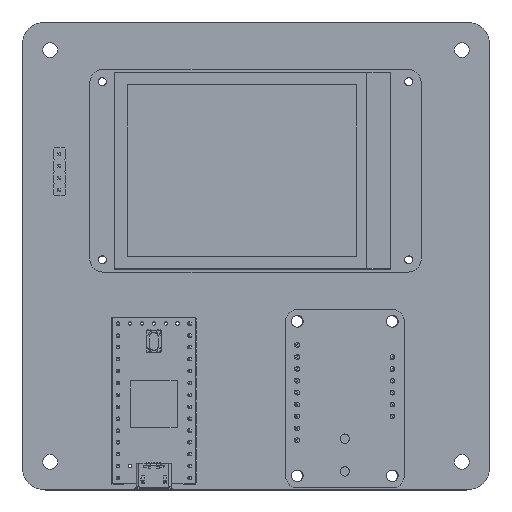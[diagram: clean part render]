
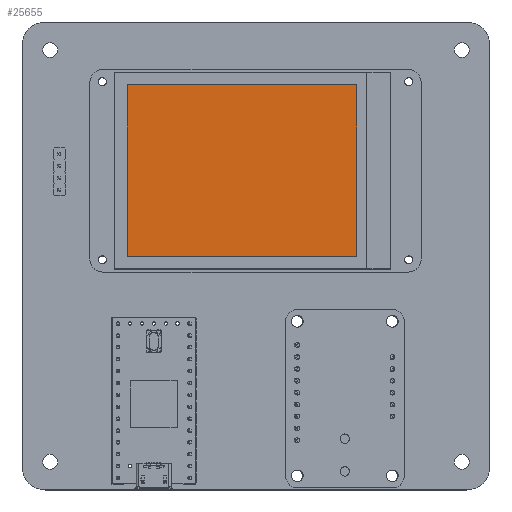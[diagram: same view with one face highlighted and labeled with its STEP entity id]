
A CAD part, top view. The second image highlights one B-rep face of the part: STEP entity #25655.
In plain terms, the highlighted planar face has unit normal (0, 0, 1).
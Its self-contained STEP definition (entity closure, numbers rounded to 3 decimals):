
#25367 = VERTEX_POINT('',#25368);
#25368 = CARTESIAN_POINT('',(-21.6,18.36,3.68));
#25374 = EDGE_CURVE('',#25367,#25375,#25377,.T.);
#25375 = VERTEX_POINT('',#25376);
#25376 = CARTESIAN_POINT('',(-21.6,-18.36,3.68));
#25377 = LINE('',#25378,#25379);
#25378 = CARTESIAN_POINT('',(-21.6,18.36,3.68));
#25379 = VECTOR('',#25380,1.);
#25380 = DIRECTION('',(0.,-1.,0.));
#25637 = EDGE_CURVE('',#25375,#25638,#25640,.T.);
#25638 = VERTEX_POINT('',#25639);
#25639 = CARTESIAN_POINT('',(27.36,-18.36,3.68));
#25640 = LINE('',#25641,#25642);
#25641 = CARTESIAN_POINT('',(-21.6,-18.36,3.68));
#25642 = VECTOR('',#25643,1.);
#25643 = DIRECTION('',(1.,0.,0.));
#25655 = ADVANCED_FACE('',(#25656),#25674,.T.);
#25656 = FACE_BOUND('',#25657,.F.);
#25657 = EDGE_LOOP('',(#25658,#25659,#25660,#25668));
#25658 = ORIENTED_EDGE('',*,*,#25637,.F.);
#25659 = ORIENTED_EDGE('',*,*,#25374,.F.);
#25660 = ORIENTED_EDGE('',*,*,#25661,.F.);
#25661 = EDGE_CURVE('',#25662,#25367,#25664,.T.);
#25662 = VERTEX_POINT('',#25663);
#25663 = CARTESIAN_POINT('',(27.36,18.36,3.68));
#25664 = LINE('',#25665,#25666);
#25665 = CARTESIAN_POINT('',(27.36,18.36,3.68));
#25666 = VECTOR('',#25667,1.);
#25667 = DIRECTION('',(-1.,0.,0.));
#25668 = ORIENTED_EDGE('',*,*,#25669,.F.);
#25669 = EDGE_CURVE('',#25638,#25662,#25670,.T.);
#25670 = LINE('',#25671,#25672);
#25671 = CARTESIAN_POINT('',(27.36,-18.36,3.68));
#25672 = VECTOR('',#25673,1.);
#25673 = DIRECTION('',(0.,1.,0.));
#25674 = PLANE('',#25675);
#25675 = AXIS2_PLACEMENT_3D('',#25676,#25677,#25678);
#25676 = CARTESIAN_POINT('',(0.,0.,3.68));
#25677 = DIRECTION('',(0.,0.,1.));
#25678 = DIRECTION('',(-1.,0.,0.));
